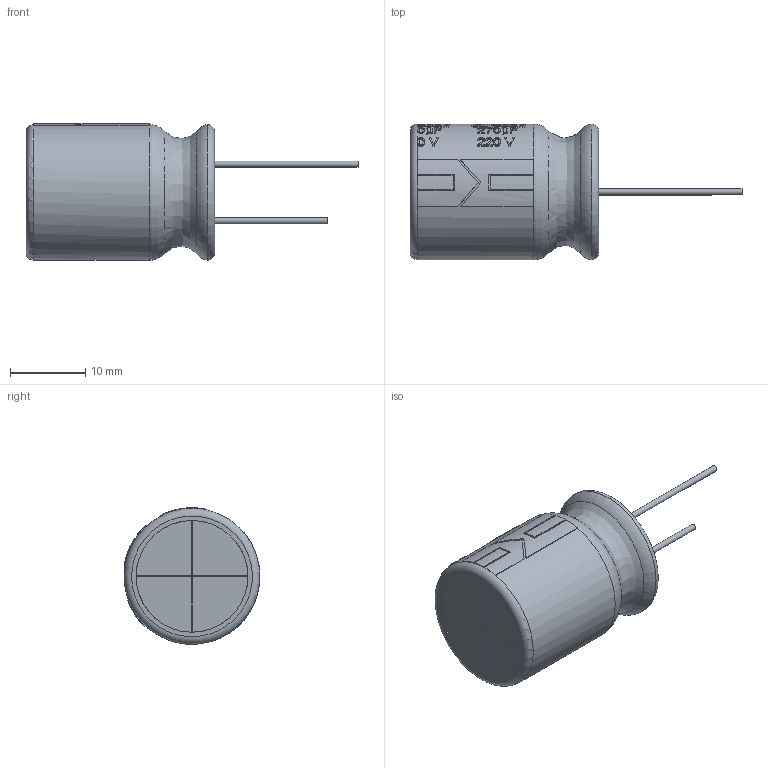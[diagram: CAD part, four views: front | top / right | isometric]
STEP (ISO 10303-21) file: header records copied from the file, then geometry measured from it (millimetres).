
FILE_DESCRIPTION(/* description */ (''),/* implementation_level */ '2;1');
FILE_NAME(/* name */ 'SD220M271K25PKKKS00R.stp',/* time_stamp */ '2020-05-15T01:54:12+08:00',/* author */ ('Harry WS1'),/* organization */ (''),/* preprocessor_version */ 'ST-DEVELOPER v16.1',/* originating_system */ 'Autodesk Inventor 2016',/* authorisation */ '');
FILE_SCHEMA (('AUTOMOTIVE_DESIGN { 1 0 10303 214 3 1 1 }'));
Length unit declared in the file: millimetre
Products named in the file (1): SD220M271K25PKKKS00R
Bounding box: 44 x 18 x 18.1 mm (x, y, z)
Volume: 5955.2 mm3; surface area: 2023.9 mm2
Topology: 1 solids, 1 shells, 980 faces, 2654 edges, 1761 vertices
Faces by surface type: bspline 574, plane 305, cylinder 97, torus 4
Full cylindrical faces by diameter (mm): 0.8 x2, 14.814 x1, 18 x1
Entity records: 201823 total; most frequent: CARTESIAN_POINT 181489, ORIENTED_EDGE 5282, EDGE_CURVE 2641, DIRECTION 2214, VERTEX_POINT 1756, B_SPLINE_CURVE_WITH_KNOTS 1418, EDGE_LOOP 1073, LINE 1046
